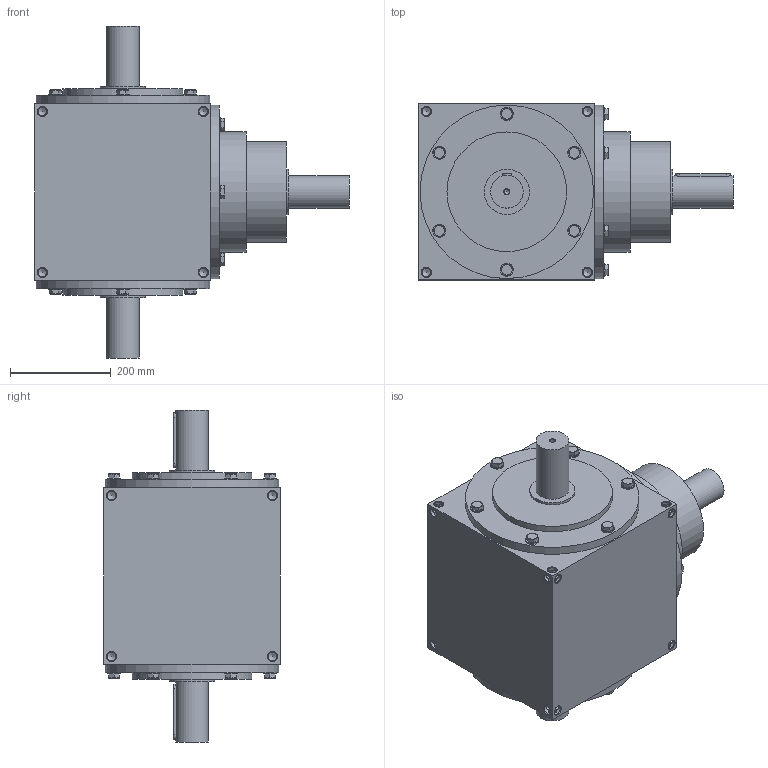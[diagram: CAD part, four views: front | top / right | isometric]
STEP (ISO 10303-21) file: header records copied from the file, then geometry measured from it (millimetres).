
FILE_DESCRIPTION(/* description */ ('STEP AP203'),/* implementation_level */ '2;1');
FILE_NAME(/* name */ 'RM350_RM-S1_R.1_1.5',/* time_stamp */ '2022-12-06T14:07:35+01:00',/* author */ ('License CC BY-ND 4.0'),/* organization */ ('CADENAS'),/* preprocessor_version */ 'ST-DEVELOPER v18.102',/* originating_system */ 'PARTsolutions',/* authorisation */ ' ');
FILE_SCHEMA (('CONFIG_CONTROL_DESIGN'));
Length unit declared in the file: millimetre
Products named in the file (5): RM350_RM-S1_R.1/1.5; RM350-proshaft; RC_RR350-screw; RC350-shaft; RM3501-case
Assembly tree (22 placements, depth 2):
  RM350_RM-S1_R.1/1.5
    RM350-proshaft  x2
    RC_RR350-screw  x18
    RC350-shaft
    RM3501-case
Bounding box: 625 x 350 x 660 mm (x, y, z)
Volume: 54752626.8 mm3; surface area: 1430355.1 mm2
Topology: 22 solids, 22 shells, 446 faces, 1052 edges, 650 vertices
Faces by surface type: plane 194, cone 162, cylinder 90
Full cylindrical faces by diameter (mm): 10.106 x3, 17.294 x48, 26 x18, 65 x3, 90 x5, 200 x1, 238 x2, 240 x1, 345 x3
Entity records: 4502 total; most frequent: DIRECTION 832, CARTESIAN_POINT 766, ORIENTED_EDGE 536, AXIS2_PLACEMENT_3D 396, FACE_BOUND 318, EDGE_LOOP 292, EDGE_CURVE 268, VERTEX_POINT 238
